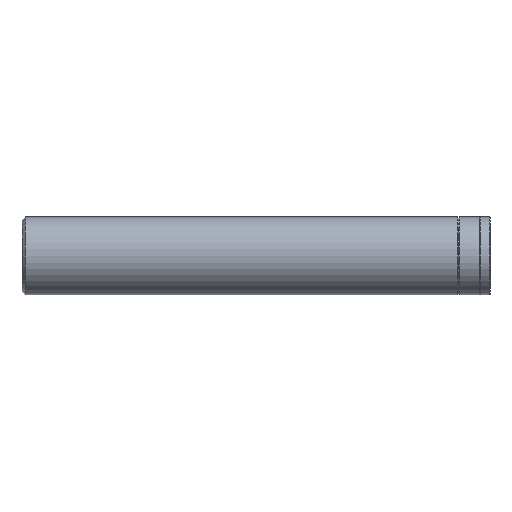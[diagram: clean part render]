
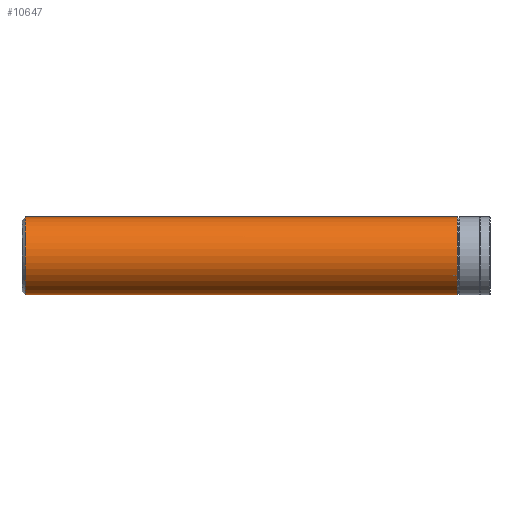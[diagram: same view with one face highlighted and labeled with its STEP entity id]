
A CAD part, left-side view. The second image highlights one B-rep face of the part: STEP entity #10647.
In plain terms, the highlighted cylindrical face has radius 12.5 mm (diameter 25 mm), a partial arc.
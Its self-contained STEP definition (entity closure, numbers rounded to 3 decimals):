
#221 = CIRCLE ( 'NONE', #2258, 12.5 ) ;
#697 = VERTEX_POINT ( 'NONE', #15111 ) ;
#2128 = DIRECTION ( 'NONE',  ( 0., 0., 1. ) ) ;
#2258 = AXIS2_PLACEMENT_3D ( 'NONE', #3890, #4040, #2707 ) ;
#2707 = DIRECTION ( 'NONE',  ( 0., 0., -1. ) ) ;
#3026 = EDGE_LOOP ( 'NONE', ( #6461, #6666, #8939, #5600 ) ) ;
#3402 = CYLINDRICAL_SURFACE ( 'NONE', #4414, 12.5 ) ;
#3828 = DIRECTION ( 'NONE',  ( 0., -1., 0. ) ) ;
#3890 = CARTESIAN_POINT ( 'NONE',  ( 0., -4.318, 0. ) ) ;
#3911 = DIRECTION ( 'NONE',  ( 0., -1., 0. ) ) ;
#4040 = DIRECTION ( 'NONE',  ( 0., 1., 0. ) ) ;
#4414 = AXIS2_PLACEMENT_3D ( 'NONE', #8556, #5941, #2128 ) ;
#4527 = AXIS2_PLACEMENT_3D ( 'NONE', #7890, #15174, #7738 ) ;
#4901 = FACE_OUTER_BOUND ( 'NONE', #3026, .T. ) ;
#5176 = LINE ( 'NONE', #10021, #5977 ) ;
#5600 = ORIENTED_EDGE ( 'NONE', *, *, #8643, .F. ) ;
#5601 = CARTESIAN_POINT ( 'NONE',  ( 0., -4.318, 12.5 ) ) ;
#5941 = DIRECTION ( 'NONE',  ( 0., -1., 0. ) ) ;
#5977 = VECTOR ( 'NONE', #3911, 1000. ) ;
#6086 = CARTESIAN_POINT ( 'NONE',  ( 0., 134.182, -12.5 ) ) ;
#6461 = ORIENTED_EDGE ( 'NONE', *, *, #9995, .T. ) ;
#6666 = ORIENTED_EDGE ( 'NONE', *, *, #11515, .T. ) ;
#7329 = VERTEX_POINT ( 'NONE', #10563 ) ;
#7358 = CIRCLE ( 'NONE', #4527, 12.5 ) ;
#7483 = LINE ( 'NONE', #11431, #14623 ) ;
#7738 = DIRECTION ( 'NONE',  ( 0., 0., -1. ) ) ;
#7890 = CARTESIAN_POINT ( 'NONE',  ( 0., 134.182, 0. ) ) ;
#8556 = CARTESIAN_POINT ( 'NONE',  ( 0., 135.182, 0. ) ) ;
#8643 = EDGE_CURVE ( 'NONE', #7329, #9634, #7483, .T. ) ;
#8939 = ORIENTED_EDGE ( 'NONE', *, *, #9065, .T. ) ;
#9065 = EDGE_CURVE ( 'NONE', #697, #9634, #221, .T. ) ;
#9634 = VERTEX_POINT ( 'NONE', #5601 ) ;
#9995 = EDGE_CURVE ( 'NONE', #7329, #11077, #7358, .T. ) ;
#10021 = CARTESIAN_POINT ( 'NONE',  ( 0., 135.182, -12.5 ) ) ;
#10563 = CARTESIAN_POINT ( 'NONE',  ( 0., 134.182, 12.5 ) ) ;
#10647 = ADVANCED_FACE ( 'NONE', ( #4901 ), #3402, .T. ) ;
#11077 = VERTEX_POINT ( 'NONE', #6086 ) ;
#11431 = CARTESIAN_POINT ( 'NONE',  ( 0., 135.182, 12.5 ) ) ;
#11515 = EDGE_CURVE ( 'NONE', #11077, #697, #5176, .T. ) ;
#14623 = VECTOR ( 'NONE', #3828, 1000. ) ;
#15111 = CARTESIAN_POINT ( 'NONE',  ( 0., -4.318, -12.5 ) ) ;
#15174 = DIRECTION ( 'NONE',  ( 0., -1., 0. ) ) ;
